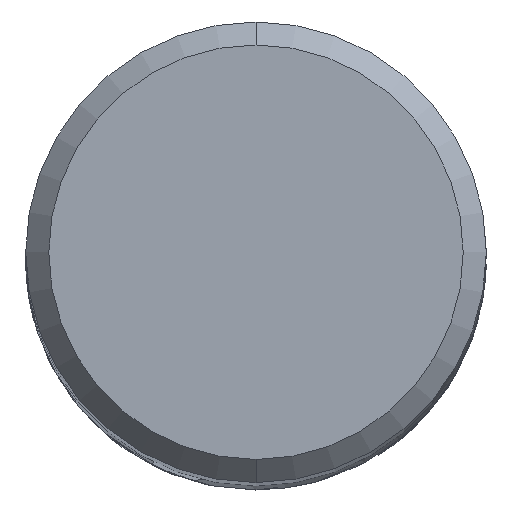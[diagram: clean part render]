
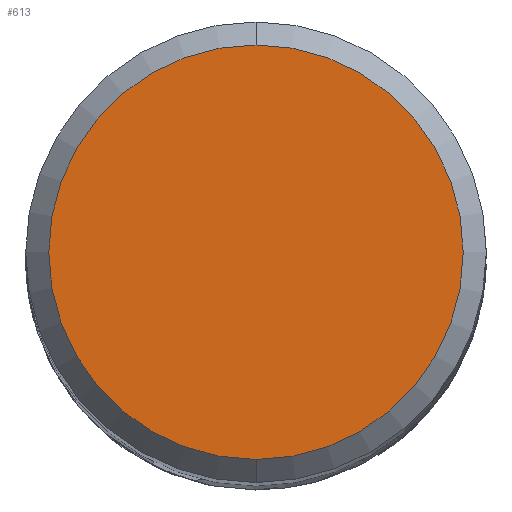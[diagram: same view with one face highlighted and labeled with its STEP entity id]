
A CAD part, top view. The second image highlights one B-rep face of the part: STEP entity #613.
In plain terms, the highlighted planar face has unit normal (0, 0, 1).
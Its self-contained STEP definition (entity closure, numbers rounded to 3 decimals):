
#547=VERTEX_POINT('',#1435);
#613=ADVANCED_FACE('',(#1509),#1510,.T.);
#697=VERTEX_POINT('',#1598);
#1013=EDGE_CURVE('',#697,#547,#1943,.T.);
#1123=EDGE_CURVE('',#547,#697,#2060,.T.);
#1435=CARTESIAN_POINT('',(0.0,4.5,0.0));
#1509=FACE_OUTER_BOUND('',#4250,.T.);
#1510=PLANE('',#4251);
#1598=CARTESIAN_POINT('',(0.,-4.5,0.0));
#1943=CIRCLE('',#8672,4.5);
#2060=CIRCLE('',#9937,4.5);
#4250=EDGE_LOOP('',(#12799,#12800));
#4251=AXIS2_PLACEMENT_3D('',#12801,#12802,#12803);
#8672=AXIS2_PLACEMENT_3D('',#13166,#13167,#13168);
#9937=AXIS2_PLACEMENT_3D('',#13254,#13255,#13256);
#12799=ORIENTED_EDGE('',*,*,#1123,.F.);
#12800=ORIENTED_EDGE('',*,*,#1013,.F.);
#12801=CARTESIAN_POINT('',(0.0,2.25,0.0));
#12802=DIRECTION('',(-0.0,0.0,1.0));
#12803=DIRECTION('',(0.0,-1.0,0.0));
#13166=CARTESIAN_POINT('',(0.0,0.0,0.0));
#13167=DIRECTION('',(0.0,0.0,-1.0));
#13168=DIRECTION('',(0.0,1.0,0.0));
#13254=CARTESIAN_POINT('',(0.0,0.0,0.0));
#13255=DIRECTION('',(0.0,0.0,-1.0));
#13256=DIRECTION('',(0.0,1.0,0.0));
